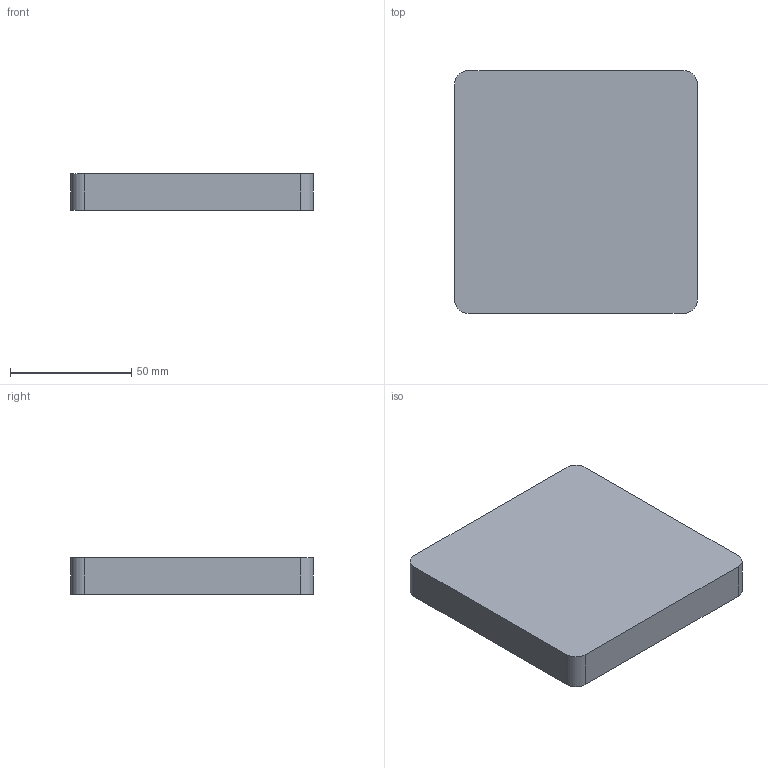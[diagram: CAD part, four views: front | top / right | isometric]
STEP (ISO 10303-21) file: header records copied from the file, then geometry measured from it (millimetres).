
FILE_DESCRIPTION (( 'STEP AP203' ), '1' );
FILE_NAME ('Ëèíçà 48W.STEP', '2022-09-20T10:49:22', ( 'user' ), ( '' ), 'SwSTEP 2.0', 'SolidWorks 2021', '' );
FILE_SCHEMA (( 'CONFIG_CONTROL_DESIGN' ));
Length unit declared in the file: millimetre
Products named in the file (4): ﾋ竟鈞; 栺樏鋋; ﾋ竟鈞 48W; 謥摫趌2.0
Assembly tree (18 placements, depth 2):
  ﾋ竟鈞 48W
    謥摫趌2.0
    栺樏鋋
    ﾋ竟鈞  x16
Bounding box: 100.05 x 100.05 x 15 mm (x, y, z)
Volume: 56395.4 mm3; surface area: 44527.6 mm2
Topology: 79 solids, 79 shells, 996 faces, 2335 edges, 1498 vertices
Faces by surface type: cylinder 776, plane 156, cone 32, torus 32
Entity records: 32621 total; most frequent: CARTESIAN_POINT 12206, ORIENTED_EDGE 4486, DIRECTION 3265, EDGE_CURVE 2243, VERTEX_POINT 1453, AXIS2_PLACEMENT_3D 1358, B_SPLINE_CURVE_WITH_KNOTS 1308, EDGE_LOOP 984
